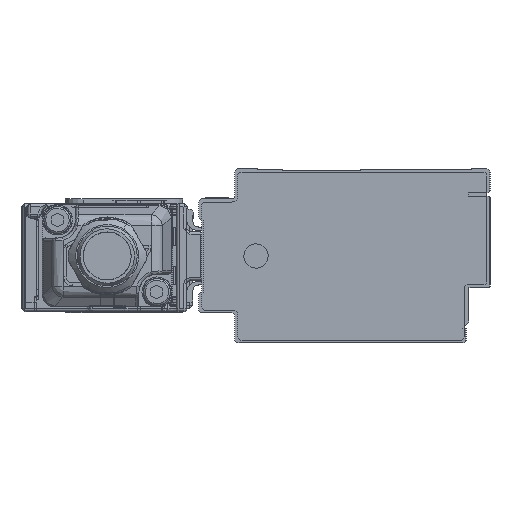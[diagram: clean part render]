
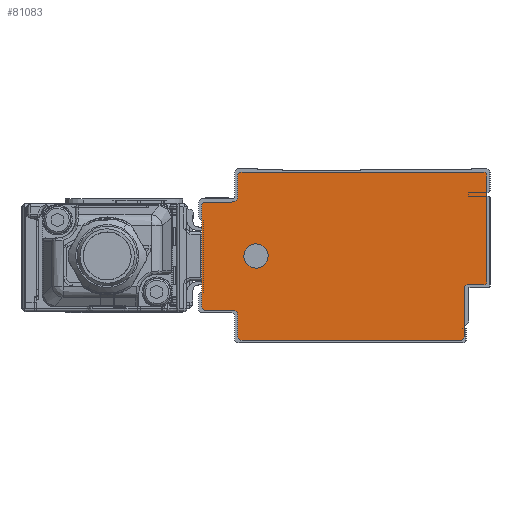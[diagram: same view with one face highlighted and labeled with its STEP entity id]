
A CAD part, left-side view. The second image highlights one B-rep face of the part: STEP entity #81083.
In plain terms, the highlighted planar face has unit normal (-1, 0, 0).
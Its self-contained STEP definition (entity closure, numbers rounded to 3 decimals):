
#78717=AXIS2_PLACEMENT_3D('Circle Axis2P3D',#78715,#78716,$) ;
#78755=AXIS2_PLACEMENT_3D('Circle Axis2P3D',#78753,#78754,$) ;
#78793=AXIS2_PLACEMENT_3D('Circle Axis2P3D',#78791,#78792,$) ;
#78831=AXIS2_PLACEMENT_3D('Circle Axis2P3D',#78829,#78830,$) ;
#80953=AXIS2_PLACEMENT_3D('Circle Axis2P3D',#80951,#80952,$) ;
#80973=AXIS2_PLACEMENT_3D('Plane Axis2P3D',#80970,#80971,#80972) ;
#80977=AXIS2_PLACEMENT_3D('Circle Axis2P3D',#80975,#80976,$) ;
#80991=AXIS2_PLACEMENT_3D('Circle Axis2P3D',#80989,#80990,$) ;
#81005=AXIS2_PLACEMENT_3D('Circle Axis2P3D',#81003,#81004,$) ;
#81019=AXIS2_PLACEMENT_3D('Circle Axis2P3D',#81017,#81018,$) ;
#81033=AXIS2_PLACEMENT_3D('Circle Axis2P3D',#81031,#81032,$) ;
#81067=AXIS2_PLACEMENT_3D('Circle Axis2P3D',#81065,#81066,$) ;
#81076=AXIS2_PLACEMENT_3D('Circle Axis2P3D',#81074,#81075,$) ;
#78673=CARTESIAN_POINT('Line Origine',(-2775.5,-3.5,19.1)) ;
#78677=CARTESIAN_POINT('Vertex',(-2775.5,-3.5,28.)) ;
#78679=CARTESIAN_POINT('Vertex',(-2775.5,-3.5,10.2)) ;
#78715=CARTESIAN_POINT('Axis2P3D Location',(-2775.5,-3.,28.)) ;
#78719=CARTESIAN_POINT('Vertex',(-2775.5,-3.,28.5)) ;
#78734=CARTESIAN_POINT('Line Origine',(-2775.5,17.25,28.5)) ;
#78738=CARTESIAN_POINT('Vertex',(-2775.5,37.5,28.5)) ;
#78753=CARTESIAN_POINT('Axis2P3D Location',(-2775.5,37.5,28.)) ;
#78757=CARTESIAN_POINT('Vertex',(-2775.5,38.,28.)) ;
#78772=CARTESIAN_POINT('Line Origine',(-2775.5,38.,26.25)) ;
#78776=CARTESIAN_POINT('Vertex',(-2775.5,38.,24.5)) ;
#78791=CARTESIAN_POINT('Axis2P3D Location',(-2775.5,39.,24.5)) ;
#78795=CARTESIAN_POINT('Vertex',(-2775.5,39.,23.5)) ;
#78810=CARTESIAN_POINT('Line Origine',(-2775.5,41.25,23.5)) ;
#78814=CARTESIAN_POINT('Vertex',(-2775.5,43.5,23.5)) ;
#78829=CARTESIAN_POINT('Axis2P3D Location',(-2775.5,43.5,23.)) ;
#78833=CARTESIAN_POINT('Vertex',(-2775.5,44.,23.)) ;
#78848=CARTESIAN_POINT('Line Origine',(-2775.5,44.,14.5)) ;
#78852=CARTESIAN_POINT('Vertex',(-2775.5,44.,6.)) ;
#80951=CARTESIAN_POINT('Axis2P3D Location',(-2775.5,-3.,10.2)) ;
#80955=CARTESIAN_POINT('Vertex',(-2775.5,-3.,9.7)) ;
#80970=CARTESIAN_POINT('Axis2P3D Location',(-2775.5,0.,0.)) ;
#80975=CARTESIAN_POINT('Axis2P3D Location',(-2775.5,43.5,6.)) ;
#80979=CARTESIAN_POINT('Vertex',(-2775.5,43.5,5.5)) ;
#80982=CARTESIAN_POINT('Line Origine',(-2775.5,41.25,5.5)) ;
#80986=CARTESIAN_POINT('Vertex',(-2775.5,39.,5.5)) ;
#80989=CARTESIAN_POINT('Axis2P3D Location',(-2775.5,39.,4.5)) ;
#80993=CARTESIAN_POINT('Vertex',(-2775.5,38.,4.5)) ;
#80996=CARTESIAN_POINT('Line Origine',(-2775.5,38.,2.75)) ;
#81000=CARTESIAN_POINT('Vertex',(-2775.5,38.,1.)) ;
#81003=CARTESIAN_POINT('Axis2P3D Location',(-2775.5,37.5,1.)) ;
#81007=CARTESIAN_POINT('Vertex',(-2775.5,37.5,0.5)) ;
#81010=CARTESIAN_POINT('Line Origine',(-2775.5,19.15,0.5)) ;
#81014=CARTESIAN_POINT('Vertex',(-2775.5,0.8,0.5)) ;
#81017=CARTESIAN_POINT('Axis2P3D Location',(-2775.5,0.8,1.)) ;
#81021=CARTESIAN_POINT('Vertex',(-2775.5,0.3,1.)) ;
#81024=CARTESIAN_POINT('Line Origine',(-2775.5,0.3,5.1)) ;
#81028=CARTESIAN_POINT('Vertex',(-2775.5,0.3,9.2)) ;
#81031=CARTESIAN_POINT('Axis2P3D Location',(-2775.5,-0.2,9.2)) ;
#81035=CARTESIAN_POINT('Vertex',(-2775.5,-0.2,9.7)) ;
#81038=CARTESIAN_POINT('Line Origine',(-2775.5,-1.6,9.7)) ;
#81065=CARTESIAN_POINT('Axis2P3D Location',(-2775.5,35.,14.5)) ;
#81069=CARTESIAN_POINT('Vertex',(-2775.5,33.186,13.509)) ;
#81071=CARTESIAN_POINT('Vertex',(-2775.5,36.814,15.491)) ;
#81074=CARTESIAN_POINT('Axis2P3D Location',(-2775.5,35.,14.5)) ;
#78674=DIRECTION('Vector Direction',(0.,0.,-1.)) ;
#78716=DIRECTION('Axis2P3D Direction',(1.,0.,0.)) ;
#78735=DIRECTION('Vector Direction',(0.,1.,0.)) ;
#78754=DIRECTION('Axis2P3D Direction',(1.,0.,0.)) ;
#78773=DIRECTION('Vector Direction',(0.,0.,1.)) ;
#78792=DIRECTION('Axis2P3D Direction',(1.,0.,0.)) ;
#78811=DIRECTION('Vector Direction',(0.,1.,0.)) ;
#78830=DIRECTION('Axis2P3D Direction',(1.,0.,0.)) ;
#78849=DIRECTION('Vector Direction',(0.,0.,1.)) ;
#80952=DIRECTION('Axis2P3D Direction',(1.,0.,0.)) ;
#80971=DIRECTION('Axis2P3D Direction',(1.,0.,0.)) ;
#80972=DIRECTION('Axis2P3D XDirection',(0.,1.,0.)) ;
#80976=DIRECTION('Axis2P3D Direction',(1.,0.,0.)) ;
#80983=DIRECTION('Vector Direction',(0.,-1.,0.)) ;
#80990=DIRECTION('Axis2P3D Direction',(1.,0.,0.)) ;
#80997=DIRECTION('Vector Direction',(0.,0.,1.)) ;
#81004=DIRECTION('Axis2P3D Direction',(1.,0.,0.)) ;
#81011=DIRECTION('Vector Direction',(0.,-1.,0.)) ;
#81018=DIRECTION('Axis2P3D Direction',(1.,0.,0.)) ;
#81025=DIRECTION('Vector Direction',(0.,0.,-1.)) ;
#81032=DIRECTION('Axis2P3D Direction',(1.,0.,0.)) ;
#81039=DIRECTION('Vector Direction',(0.,1.,0.)) ;
#81066=DIRECTION('Axis2P3D Direction',(1.,0.,0.)) ;
#81075=DIRECTION('Axis2P3D Direction',(1.,0.,0.)) ;
#78675=VECTOR('Line Direction',#78674,1.) ;
#78736=VECTOR('Line Direction',#78735,1.) ;
#78774=VECTOR('Line Direction',#78773,1.) ;
#78812=VECTOR('Line Direction',#78811,1.) ;
#78850=VECTOR('Line Direction',#78849,1.) ;
#80984=VECTOR('Line Direction',#80983,1.) ;
#80998=VECTOR('Line Direction',#80997,1.) ;
#81012=VECTOR('Line Direction',#81011,1.) ;
#81026=VECTOR('Line Direction',#81025,1.) ;
#81040=VECTOR('Line Direction',#81039,1.) ;
#81044=ORIENTED_EDGE('',*,*,#78740,.F.) ;
#81045=ORIENTED_EDGE('',*,*,#78759,.F.) ;
#81046=ORIENTED_EDGE('',*,*,#78778,.F.) ;
#81047=ORIENTED_EDGE('',*,*,#78797,.F.) ;
#81048=ORIENTED_EDGE('',*,*,#78816,.F.) ;
#81049=ORIENTED_EDGE('',*,*,#78835,.F.) ;
#81050=ORIENTED_EDGE('',*,*,#78854,.F.) ;
#81051=ORIENTED_EDGE('',*,*,#80981,.F.) ;
#81052=ORIENTED_EDGE('',*,*,#80988,.F.) ;
#81053=ORIENTED_EDGE('',*,*,#80995,.F.) ;
#81054=ORIENTED_EDGE('',*,*,#81002,.F.) ;
#81055=ORIENTED_EDGE('',*,*,#81009,.F.) ;
#81056=ORIENTED_EDGE('',*,*,#81016,.F.) ;
#81057=ORIENTED_EDGE('',*,*,#81023,.F.) ;
#81058=ORIENTED_EDGE('',*,*,#81030,.F.) ;
#81059=ORIENTED_EDGE('',*,*,#81037,.F.) ;
#81060=ORIENTED_EDGE('',*,*,#81042,.F.) ;
#81061=ORIENTED_EDGE('',*,*,#80957,.F.) ;
#81062=ORIENTED_EDGE('',*,*,#78681,.F.) ;
#81063=ORIENTED_EDGE('',*,*,#78721,.F.) ;
#81080=ORIENTED_EDGE('',*,*,#81073,.T.) ;
#81081=ORIENTED_EDGE('',*,*,#81078,.T.) ;
#81082=FACE_BOUND('',#81079,.T.) ;
#81083=ADVANCED_FACE('\X2\FF8EFF9EFF83FF9EFF68FF70\X0\.2',(#81064,#81082),#80974,.F.) ;
#78718=CIRCLE('generated circle',#78717,0.5) ;
#78756=CIRCLE('generated circle',#78755,0.5) ;
#78794=CIRCLE('generated circle',#78793,1.) ;
#78832=CIRCLE('generated circle',#78831,0.5) ;
#80954=CIRCLE('generated circle',#80953,0.5) ;
#80978=CIRCLE('generated circle',#80977,0.5) ;
#80992=CIRCLE('generated circle',#80991,1.) ;
#81006=CIRCLE('generated circle',#81005,0.5) ;
#81020=CIRCLE('generated circle',#81019,0.5) ;
#81034=CIRCLE('generated circle',#81033,0.5) ;
#81068=CIRCLE('generated circle',#81067,2.067) ;
#81077=CIRCLE('generated circle',#81076,2.067) ;
#78681=EDGE_CURVE('',#78678,#78680,#78676,.T.) ;
#78721=EDGE_CURVE('',#78720,#78678,#78718,.T.) ;
#78740=EDGE_CURVE('',#78739,#78720,#78737,.F.) ;
#78759=EDGE_CURVE('',#78758,#78739,#78756,.T.) ;
#78778=EDGE_CURVE('',#78777,#78758,#78775,.T.) ;
#78797=EDGE_CURVE('',#78796,#78777,#78794,.F.) ;
#78816=EDGE_CURVE('',#78815,#78796,#78813,.F.) ;
#78835=EDGE_CURVE('',#78834,#78815,#78832,.T.) ;
#78854=EDGE_CURVE('',#78853,#78834,#78851,.T.) ;
#80957=EDGE_CURVE('',#78680,#80956,#80954,.T.) ;
#80981=EDGE_CURVE('',#80980,#78853,#80978,.T.) ;
#80988=EDGE_CURVE('',#80987,#80980,#80985,.F.) ;
#80995=EDGE_CURVE('',#80994,#80987,#80992,.F.) ;
#81002=EDGE_CURVE('',#81001,#80994,#80999,.T.) ;
#81009=EDGE_CURVE('',#81008,#81001,#81006,.T.) ;
#81016=EDGE_CURVE('',#81015,#81008,#81013,.F.) ;
#81023=EDGE_CURVE('',#81022,#81015,#81020,.T.) ;
#81030=EDGE_CURVE('',#81029,#81022,#81027,.T.) ;
#81037=EDGE_CURVE('',#81036,#81029,#81034,.F.) ;
#81042=EDGE_CURVE('',#80956,#81036,#81041,.T.) ;
#81073=EDGE_CURVE('',#81070,#81072,#81068,.T.) ;
#81078=EDGE_CURVE('',#81072,#81070,#81077,.T.) ;
#81043=EDGE_LOOP('',(#81044,#81045,#81046,#81047,#81048,#81049,#81050,#81051,#81052,#81053,#81054,#81055,#81056,#81057,#81058,#81059,#81060,#81061,#81062,#81063)) ;
#81079=EDGE_LOOP('',(#81080,#81081)) ;
#81064=FACE_OUTER_BOUND('',#81043,.T.) ;
#78676=LINE('Line',#78673,#78675) ;
#78737=LINE('Line',#78734,#78736) ;
#78775=LINE('Line',#78772,#78774) ;
#78813=LINE('Line',#78810,#78812) ;
#78851=LINE('Line',#78848,#78850) ;
#80985=LINE('Line',#80982,#80984) ;
#80999=LINE('Line',#80996,#80998) ;
#81013=LINE('Line',#81010,#81012) ;
#81027=LINE('Line',#81024,#81026) ;
#81041=LINE('Line',#81038,#81040) ;
#80974=PLANE('Plane',#80973) ;
#78678=VERTEX_POINT('',#78677) ;
#78680=VERTEX_POINT('',#78679) ;
#78720=VERTEX_POINT('',#78719) ;
#78739=VERTEX_POINT('',#78738) ;
#78758=VERTEX_POINT('',#78757) ;
#78777=VERTEX_POINT('',#78776) ;
#78796=VERTEX_POINT('',#78795) ;
#78815=VERTEX_POINT('',#78814) ;
#78834=VERTEX_POINT('',#78833) ;
#78853=VERTEX_POINT('',#78852) ;
#80956=VERTEX_POINT('',#80955) ;
#80980=VERTEX_POINT('',#80979) ;
#80987=VERTEX_POINT('',#80986) ;
#80994=VERTEX_POINT('',#80993) ;
#81001=VERTEX_POINT('',#81000) ;
#81008=VERTEX_POINT('',#81007) ;
#81015=VERTEX_POINT('',#81014) ;
#81022=VERTEX_POINT('',#81021) ;
#81029=VERTEX_POINT('',#81028) ;
#81036=VERTEX_POINT('',#81035) ;
#81070=VERTEX_POINT('',#81069) ;
#81072=VERTEX_POINT('',#81071) ;
